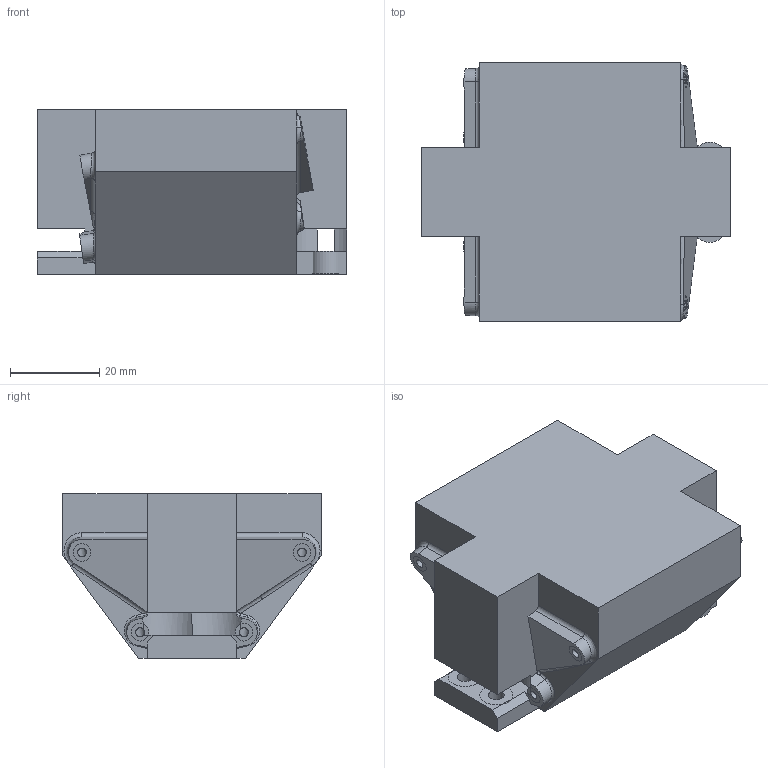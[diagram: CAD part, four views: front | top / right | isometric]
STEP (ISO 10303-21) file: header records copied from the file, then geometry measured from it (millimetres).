
FILE_DESCRIPTION(/* description */ (''),/* implementation_level */ '2;1');
FILE_NAME(/* name */ '_ShockTowerFront.stp',/* time_stamp */ '2022-10-07T16:01:54-06:00',/* author */ (''),/* organization */ (''),/* preprocessor_version */ 'ST-DEVELOPER v18.1',/* originating_system */ 'SIEMENS PLM Software NX 1980',/* authorisation */ '');
FILE_SCHEMA (('AUTOMOTIVE_DESIGN { 1 0 10303 214 3 1 1 1 }'));
Length unit declared in the file: millimetre
Products named in the file (10): LowerPivot; LowerPivot_mirror; MountingBoss1; MountingBoss2; MountingBoss3; MountingBoss4; UpperPivot; UpperPivot_mirror; DesignDomain; _ShockTowerFront
Assembly tree (9 placements, depth 2):
  _ShockTowerFront
    DesignDomain
    UpperPivot_mirror
    UpperPivot
    MountingBoss4
    MountingBoss3
    MountingBoss2
    MountingBoss1
    LowerPivot_mirror
    LowerPivot
Bounding box: 69.42 x 58 x 37 mm (x, y, z)
Volume: 98427.8 mm3; surface area: 20973 mm2
Topology: 9 solids, 9 shells, 133 faces, 349 edges, 230 vertices
Faces by surface type: plane 65, cylinder 50, bspline 18
Full cylindrical faces by diameter (mm): 2 x8, 3.5 x8, 4 x4, 7.5 x4
Entity records: 4674 total; most frequent: CARTESIAN_POINT 1262, DIRECTION 662, ORIENTED_EDGE 626, EDGE_CURVE 313, AXIS2_PLACEMENT_3D 254, VERTEX_POINT 218, EDGE_LOOP 187, LINE 154
